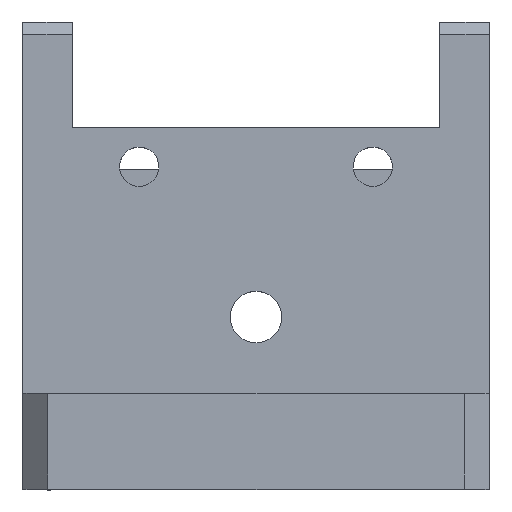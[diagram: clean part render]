
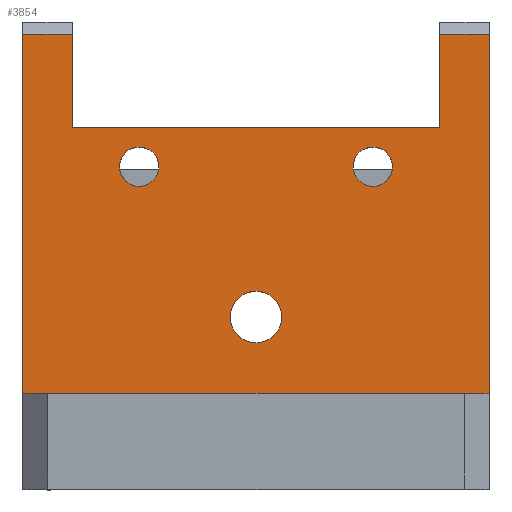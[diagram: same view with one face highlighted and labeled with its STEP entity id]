
A CAD part, top view. The second image highlights one B-rep face of the part: STEP entity #3854.
In plain terms, the highlighted planar face has unit normal (0, 0, 1).
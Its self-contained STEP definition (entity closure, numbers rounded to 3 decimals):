
#237=LINE('',#5601,#632);
#249=LINE('',#5624,#644);
#250=LINE('',#5626,#645);
#251=LINE('',#5628,#646);
#252=LINE('',#5630,#647);
#253=LINE('',#5632,#648);
#254=LINE('',#5634,#649);
#255=LINE('',#5636,#650);
#632=VECTOR('',#4449,1000.);
#644=VECTOR('',#4463,1000.);
#645=VECTOR('',#4464,1000.);
#646=VECTOR('',#4465,1000.);
#647=VECTOR('',#4466,1000.);
#648=VECTOR('',#4467,1000.);
#649=VECTOR('',#4468,1000.);
#650=VECTOR('',#4469,1000.);
#1065=ORIENTED_EDGE('',*,*,#2218,.T.);
#1066=ORIENTED_EDGE('',*,*,#2206,.F.);
#1067=ORIENTED_EDGE('',*,*,#2219,.T.);
#1068=ORIENTED_EDGE('',*,*,#2220,.T.);
#1069=ORIENTED_EDGE('',*,*,#2221,.T.);
#1070=ORIENTED_EDGE('',*,*,#2222,.T.);
#1071=ORIENTED_EDGE('',*,*,#2223,.T.);
#1072=ORIENTED_EDGE('',*,*,#2224,.F.);
#1073=ORIENTED_EDGE('',*,*,#2225,.F.);
#1074=ORIENTED_EDGE('',*,*,#2226,.F.);
#1075=ORIENTED_EDGE('',*,*,#2227,.F.);
#2206=EDGE_CURVE('',#2782,#2783,#237,.F.);
#2218=EDGE_CURVE('',#2793,#2783,#249,.T.);
#2219=EDGE_CURVE('',#2782,#2794,#250,.T.);
#2220=EDGE_CURVE('',#2794,#2795,#251,.F.);
#2221=EDGE_CURVE('',#2795,#2796,#252,.T.);
#2222=EDGE_CURVE('',#2796,#2797,#253,.T.);
#2223=EDGE_CURVE('',#2797,#2798,#254,.T.);
#2224=EDGE_CURVE('',#2793,#2798,#255,.T.);
#2225=EDGE_CURVE('',#2799,#2799,#3113,.F.);
#2226=EDGE_CURVE('',#2800,#2800,#3114,.T.);
#2227=EDGE_CURVE('',#2801,#2801,#3115,.T.);
#2782=VERTEX_POINT('',#5600);
#2783=VERTEX_POINT('',#5602);
#2793=VERTEX_POINT('',#5625);
#2794=VERTEX_POINT('',#5627);
#2795=VERTEX_POINT('',#5629);
#2796=VERTEX_POINT('',#5631);
#2797=VERTEX_POINT('',#5633);
#2798=VERTEX_POINT('',#5635);
#2799=VERTEX_POINT('',#5638);
#2800=VERTEX_POINT('',#5640);
#2801=VERTEX_POINT('',#5642);
#3113=CIRCLE('',#4077,2.1);
#3114=CIRCLE('',#4078,1.6);
#3115=CIRCLE('',#4079,1.6);
#3181=EDGE_LOOP('',(#1065,#1066,#1067,#1068,#1069,#1070,#1071,#1072));
#3182=EDGE_LOOP('',(#1073));
#3183=EDGE_LOOP('',(#1074));
#3184=EDGE_LOOP('',(#1075));
#3447=FACE_BOUND('',#3181,.T.);
#3448=FACE_BOUND('',#3182,.T.);
#3449=FACE_BOUND('',#3183,.T.);
#3450=FACE_BOUND('',#3184,.T.);
#3700=PLANE('',#4076);
#3854=ADVANCED_FACE('',(#3447,#3448,#3449,#3450),#3700,.F.);
#4076=AXIS2_PLACEMENT_3D('',#5623,#4461,#4462);
#4077=AXIS2_PLACEMENT_3D('',#5637,#4470,#4471);
#4078=AXIS2_PLACEMENT_3D('',#5639,#4472,#4473);
#4079=AXIS2_PLACEMENT_3D('',#5641,#4474,#4475);
#4449=DIRECTION('',(0.,1.,0.));
#4461=DIRECTION('',(0.,0.,-1.));
#4462=DIRECTION('',(0.,1.,0.));
#4463=DIRECTION('',(1.,0.,0.));
#4464=DIRECTION('',(-1.,0.,0.));
#4465=DIRECTION('',(0.,1.,0.));
#4466=DIRECTION('',(-1.,0.,0.));
#4467=DIRECTION('',(0.,1.,0.));
#4468=DIRECTION('',(-1.,0.,0.));
#4469=DIRECTION('',(0.,1.,0.));
#4470=DIRECTION('',(0.,0.,-1.));
#4471=DIRECTION('',(0.,1.,0.));
#4472=DIRECTION('',(0.,0.,1.));
#4473=DIRECTION('',(0.,1.,0.));
#4474=DIRECTION('',(0.,0.,1.));
#4475=DIRECTION('',(0.,1.,0.));
#5600=CARTESIAN_POINT('',(18.95,0.993,17.998));
#5601=CARTESIAN_POINT('',(18.95,-28.2,17.998));
#5602=CARTESIAN_POINT('',(18.95,-28.2,17.998));
#5623=CARTESIAN_POINT('',(-18.95,-28.2,17.998));
#5624=CARTESIAN_POINT('',(-18.95,-28.2,17.998));
#5625=CARTESIAN_POINT('',(-18.95,-28.2,17.998));
#5626=CARTESIAN_POINT('',(-18.95,0.993,17.998));
#5627=CARTESIAN_POINT('',(14.95,0.993,17.998));
#5628=CARTESIAN_POINT('',(14.95,-28.2,17.998));
#5629=CARTESIAN_POINT('',(14.95,-6.55,17.998));
#5630=CARTESIAN_POINT('',(281.06,-6.55,17.998));
#5631=CARTESIAN_POINT('',(-14.95,-6.55,17.998));
#5632=CARTESIAN_POINT('',(-14.95,-28.2,17.998));
#5633=CARTESIAN_POINT('',(-14.95,0.993,17.998));
#5634=CARTESIAN_POINT('',(-18.95,0.993,17.998));
#5635=CARTESIAN_POINT('',(-18.95,0.993,17.998));
#5636=CARTESIAN_POINT('',(-18.95,-28.2,17.998));
#5637=CARTESIAN_POINT('',(0.,-22.,17.998));
#5638=CARTESIAN_POINT('',(0.,-19.9,17.998));
#5639=CARTESIAN_POINT('',(-9.5,-9.775,17.998));
#5640=CARTESIAN_POINT('',(-9.5,-8.175,17.998));
#5641=CARTESIAN_POINT('',(9.5,-9.775,17.998));
#5642=CARTESIAN_POINT('',(9.5,-8.175,17.998));
